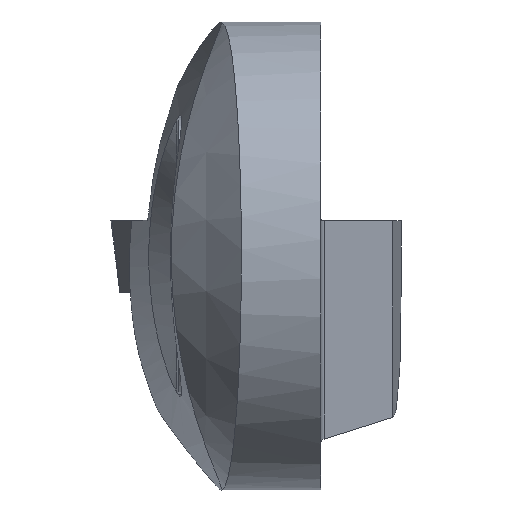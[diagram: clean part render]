
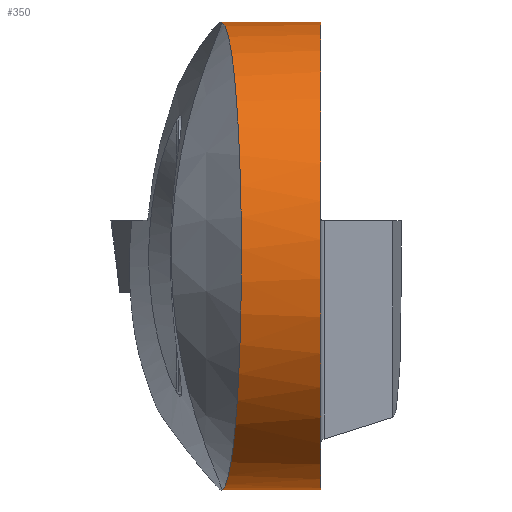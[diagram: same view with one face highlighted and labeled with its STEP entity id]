
A CAD part, top view. The second image highlights one B-rep face of the part: STEP entity #350.
In plain terms, the highlighted cylindrical face has radius 7.8 mm (diameter 15.6 mm), a partial arc.
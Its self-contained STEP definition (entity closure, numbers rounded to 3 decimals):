
#106=CYLINDRICAL_SURFACE('',#1122,7.8);
#158=FACE_OUTER_BOUND('',#458,.T.);
#227=LINE('',#1708,#295);
#228=LINE('',#1710,#296);
#295=VECTOR('',#1304,1.);
#296=VECTOR('',#1307,1.);
#350=ADVANCED_FACE('',(#158),#106,.T.);
#458=EDGE_LOOP('',(#631,#632,#633,#634,#635,#636));
#512=B_SPLINE_CURVE_WITH_KNOTS('',3,(#1571,#1572,#1573,#1574),
 .UNSPECIFIED.,.F.,.F.,(4,4),(0.,1.),.UNSPECIFIED.);
#514=B_SPLINE_CURVE_WITH_KNOTS('',3,(#1591,#1592,#1593,#1594),
 .UNSPECIFIED.,.F.,.F.,(4,4),(0.,1.),.UNSPECIFIED.);
#522=B_SPLINE_CURVE_WITH_KNOTS('',3,(#1676,#1677,#1678,#1679,#1680,#1681,
#1682,#1683,#1684,#1685),.UNSPECIFIED.,.F.,.F.,(4,2,2,2,4),(0.,0.25,0.5,
0.75,1.),.UNSPECIFIED.);
#631=ORIENTED_EDGE('',*,*,#899,.T.);
#632=ORIENTED_EDGE('',*,*,#920,.T.);
#633=ORIENTED_EDGE('',*,*,#897,.T.);
#634=ORIENTED_EDGE('',*,*,#933,.F.);
#635=ORIENTED_EDGE('',*,*,#871,.T.);
#636=ORIENTED_EDGE('',*,*,#932,.T.);
#782=VERTEX_POINT('',#1496);
#783=VERTEX_POINT('',#1498);
#804=VERTEX_POINT('',#1570);
#805=VERTEX_POINT('',#1575);
#806=VERTEX_POINT('',#1590);
#807=VERTEX_POINT('',#1595);
#871=EDGE_CURVE('',#783,#782,#993,.T.);
#897=EDGE_CURVE('',#805,#804,#512,.T.);
#899=EDGE_CURVE('',#807,#806,#514,.T.);
#920=EDGE_CURVE('',#806,#805,#522,.T.);
#932=EDGE_CURVE('',#782,#807,#227,.T.);
#933=EDGE_CURVE('',#783,#804,#228,.T.);
#993=CIRCLE('',#1087,7.8);
#1087=AXIS2_PLACEMENT_3D('',#1497,#1205,#1206);
#1122=AXIS2_PLACEMENT_3D('',#1711,#1308,#1309);
#1205=DIRECTION('',(-1.,0.,0.));
#1206=DIRECTION('',(0.,0.,1.));
#1304=DIRECTION('',(-1.,0.,0.));
#1307=DIRECTION('',(-1.,0.,0.));
#1308=DIRECTION('',(1.,0.,0.));
#1309=DIRECTION('',(0.,0.,-1.));
#1496=CARTESIAN_POINT('',(0.,7.8,0.));
#1497=CARTESIAN_POINT('',(0.,0.,0.));
#1498=CARTESIAN_POINT('',(0.,-7.649,-1.528));
#1570=CARTESIAN_POINT('',(-3.499,-7.649,-1.528));
#1571=CARTESIAN_POINT('',(-3.309,-7.799,0.108));
#1572=CARTESIAN_POINT('',(-3.341,-7.807,-0.443));
#1573=CARTESIAN_POINT('',(-3.405,-7.757,-0.988));
#1574=CARTESIAN_POINT('',(-3.499,-7.649,-1.528));
#1575=CARTESIAN_POINT('',(-3.309,-7.799,0.108));
#1590=CARTESIAN_POINT('',(-3.309,7.799,0.108));
#1591=CARTESIAN_POINT('',(-3.316,7.8,0.));
#1592=CARTESIAN_POINT('',(-3.313,7.8,0.036));
#1593=CARTESIAN_POINT('',(-3.311,7.8,0.072));
#1594=CARTESIAN_POINT('',(-3.309,7.799,0.108));
#1595=CARTESIAN_POINT('',(-3.316,7.8,0.));
#1676=CARTESIAN_POINT('',(-3.309,7.799,0.108));
#1677=CARTESIAN_POINT('',(-3.129,7.771,2.127));
#1678=CARTESIAN_POINT('',(-2.957,6.92,4.128));
#1679=CARTESIAN_POINT('',(-2.718,4.046,6.968));
#1680=CARTESIAN_POINT('',(-2.65,2.041,7.801));
#1681=CARTESIAN_POINT('',(-2.65,-2.045,7.799));
#1682=CARTESIAN_POINT('',(-2.718,-4.05,6.965));
#1683=CARTESIAN_POINT('',(-2.957,-6.918,4.129));
#1684=CARTESIAN_POINT('',(-3.129,-7.771,2.123));
#1685=CARTESIAN_POINT('',(-3.309,-7.799,0.108));
#1708=CARTESIAN_POINT('',(-8.1,7.8,0.));
#1710=CARTESIAN_POINT('',(-15.,-7.649,-1.528));
#1711=CARTESIAN_POINT('',(-8.1,0.,0.));
